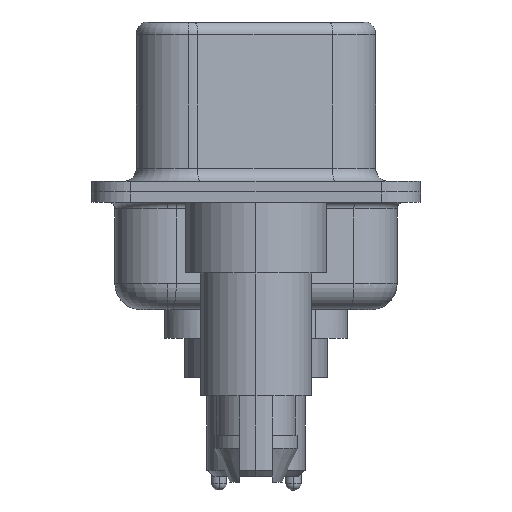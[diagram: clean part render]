
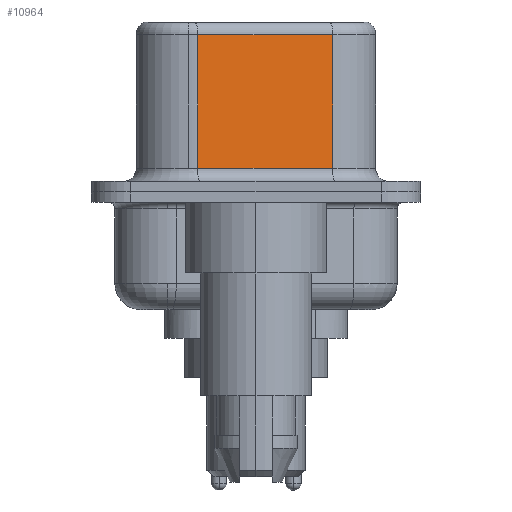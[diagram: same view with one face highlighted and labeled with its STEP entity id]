
A CAD part, left-side view. The second image highlights one B-rep face of the part: STEP entity #10964.
In plain terms, the highlighted planar face has unit normal (-0.985, -0.174, 0).
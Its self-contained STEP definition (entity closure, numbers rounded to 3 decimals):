
#3250 = LINE ( 'NONE', #5380, #18066 ) ;
#3619 = EDGE_CURVE ( 'NONE', #15557, #22024, #23951, .T. ) ;
#5380 = CARTESIAN_POINT ( 'NONE',  ( 4.585, -2.927, 0.9 ) ) ;
#5449 = VECTOR ( 'NONE', #18913, 1000. ) ;
#5609 = DIRECTION ( 'NONE',  ( 0., 0., -1. ) ) ;
#5819 = CARTESIAN_POINT ( 'NONE',  ( 4.585, -2.927, 0.9 ) ) ;
#5995 = LINE ( 'NONE', #8538, #13664 ) ;
#6771 = DIRECTION ( 'NONE',  ( -0.174, 0.985, 0. ) ) ;
#8538 = CARTESIAN_POINT ( 'NONE',  ( 4.585, -2.927, 6.02 ) ) ;
#9139 = CARTESIAN_POINT ( 'NONE',  ( 4.585, -2.927, 6.02 ) ) ;
#9152 = AXIS2_PLACEMENT_3D ( 'NONE', #15280, #11408, #13517 ) ;
#9493 = EDGE_CURVE ( 'NONE', #14820, #15557, #5995, .T. ) ;
#10964 = ADVANCED_FACE ( 'NONE', ( #15114 ), #17819, .F. ) ;
#11408 = DIRECTION ( 'NONE',  ( 0.985, 0.174, 0. ) ) ;
#11691 = ORIENTED_EDGE ( 'NONE', *, *, #11718, .T. ) ;
#11718 = EDGE_CURVE ( 'NONE', #22024, #22071, #3250, .T. ) ;
#11897 = LINE ( 'NONE', #22408, #5449 ) ;
#13103 = CARTESIAN_POINT ( 'NONE',  ( 3.675, 2.233, 6.52 ) ) ;
#13517 = DIRECTION ( 'NONE',  ( -0.174, 0.985, 0. ) ) ;
#13664 = VECTOR ( 'NONE', #6771, 1000. ) ;
#14459 = DIRECTION ( 'NONE',  ( 0.174, -0.985, 0. ) ) ;
#14820 = VERTEX_POINT ( 'NONE', #9139 ) ;
#15114 = FACE_OUTER_BOUND ( 'NONE', #22539, .T. ) ;
#15280 = CARTESIAN_POINT ( 'NONE',  ( 4.585, -2.927, 6.52 ) ) ;
#15557 = VERTEX_POINT ( 'NONE', #15696 ) ;
#15696 = CARTESIAN_POINT ( 'NONE',  ( 3.675, 2.233, 6.02 ) ) ;
#15823 = ORIENTED_EDGE ( 'NONE', *, *, #9493, .T. ) ;
#17819 = PLANE ( 'NONE',  #9152 ) ;
#18066 = VECTOR ( 'NONE', #14459, 1000. ) ;
#18880 = ORIENTED_EDGE ( 'NONE', *, *, #24066, .F. ) ;
#18913 = DIRECTION ( 'NONE',  ( 0., 0., -1. ) ) ;
#19222 = VECTOR ( 'NONE', #5609, 1000. ) ;
#22024 = VERTEX_POINT ( 'NONE', #24438 ) ;
#22071 = VERTEX_POINT ( 'NONE', #5819 ) ;
#22408 = CARTESIAN_POINT ( 'NONE',  ( 4.585, -2.927, 6.52 ) ) ;
#22539 = EDGE_LOOP ( 'NONE', ( #18880, #15823, #23861, #11691 ) ) ;
#23861 = ORIENTED_EDGE ( 'NONE', *, *, #3619, .T. ) ;
#23951 = LINE ( 'NONE', #13103, #19222 ) ;
#24066 = EDGE_CURVE ( 'NONE', #14820, #22071, #11897, .T. ) ;
#24438 = CARTESIAN_POINT ( 'NONE',  ( 3.675, 2.233, 0.9 ) ) ;
